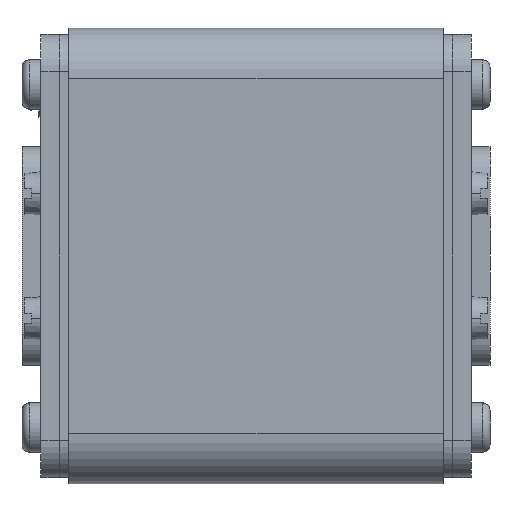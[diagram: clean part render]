
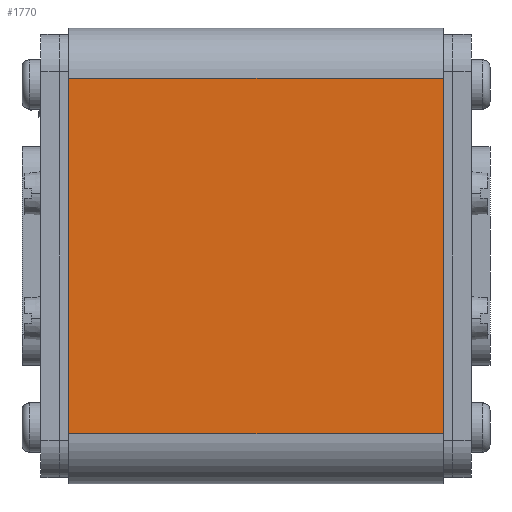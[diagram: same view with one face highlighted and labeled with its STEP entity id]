
A CAD part, left-side view. The second image highlights one B-rep face of the part: STEP entity #1770.
In plain terms, the highlighted face is planar.
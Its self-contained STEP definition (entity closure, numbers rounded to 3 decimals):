
#187=DIRECTION('',(0.,1.,0.));
#188=VECTOR('',#187,57.);
#189=CARTESIAN_POINT('',(36.5,-28.5,-30.));
#190=LINE('',#189,#188);
#210=DIRECTION('',(0.,0.,-1.));
#211=VECTOR('',#210,60.);
#212=CARTESIAN_POINT('',(36.5,28.5,30.));
#213=LINE('',#212,#211);
#217=DIRECTION('',(0.,0.,-1.));
#218=VECTOR('',#217,60.);
#219=CARTESIAN_POINT('',(36.5,-28.5,30.));
#220=LINE('',#219,#218);
#634=DIRECTION('',(0.,1.,0.));
#635=VECTOR('',#634,57.);
#636=CARTESIAN_POINT('',(36.5,-28.5,30.));
#637=LINE('',#636,#635);
#1459=CARTESIAN_POINT('',(36.5,28.5,-30.));
#1461=VERTEX_POINT('',#1459);
#1462=CARTESIAN_POINT('',(36.5,28.5,30.));
#1463=VERTEX_POINT('',#1462);
#1482=CARTESIAN_POINT('',(36.5,-28.5,-30.));
#1484=VERTEX_POINT('',#1482);
#1488=CARTESIAN_POINT('',(36.5,-28.5,30.));
#1489=VERTEX_POINT('',#1488);
#1757=CARTESIAN_POINT('',(36.5,-36.5,-30.));
#1758=DIRECTION('',(1.,0.,0.));
#1759=DIRECTION('',(0.,1.,0.));
#1760=AXIS2_PLACEMENT_3D('',#1757,#1758,#1759);
#1761=PLANE('',#1760);
#1762=ORIENTED_EDGE('',*,*,#1741,.T.);
#1763=ORIENTED_EDGE('',*,*,#1717,.F.);
#1765=ORIENTED_EDGE('',*,*,#1764,.F.);
#1767=ORIENTED_EDGE('',*,*,#1766,.T.);
#1768=EDGE_LOOP('',(#1762,#1763,#1765,#1767));
#1769=FACE_OUTER_BOUND('',#1768,.F.);
#1717=EDGE_CURVE('',#1484,#1461,#190,.T.);
#1741=EDGE_CURVE('',#1463,#1461,#213,.T.);
#1764=EDGE_CURVE('',#1489,#1484,#220,.T.);
#1766=EDGE_CURVE('',#1489,#1463,#637,.T.);
#1770=ADVANCED_FACE('',(#1769),#1761,.T.);
